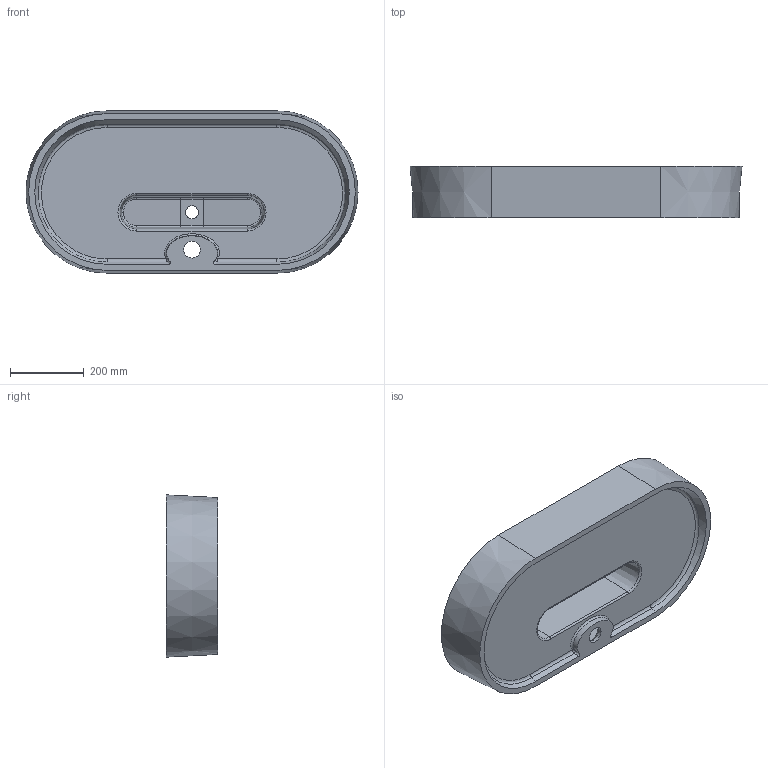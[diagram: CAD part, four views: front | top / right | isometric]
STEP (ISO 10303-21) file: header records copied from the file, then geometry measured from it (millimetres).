
FILE_DESCRIPTION (( 'STEP AP214' ), '1' );
FILE_NAME ('Lika.STEP', '2019-03-28T06:43:33', ( '' ), ( '' ), 'SwSTEP 2.0', 'SolidWorks 2018', '' );
FILE_SCHEMA (( 'AUTOMOTIVE_DESIGN' ));
Length unit declared in the file: millimetre
Products named in the file (2): Lika
Bounding box: 900 x 140 x 440 mm (x, y, z)
Volume: 8443491.2 mm3; surface area: 1435717 mm2
Topology: 1 solids, 1 shells, 137 faces, 321 edges, 188 vertices
Faces by surface type: bspline 44, cylinder 38, plane 21, torus 18, cone 12, sphere 4
Entity records: 7837 total; most frequent: CARTESIAN_POINT 4936, ORIENTED_EDGE 638, DIRECTION 550, EDGE_CURVE 319, AXIS2_PLACEMENT_3D 227, VERTEX_POINT 188, EDGE_LOOP 145, FACE_OUTER_BOUND 137
